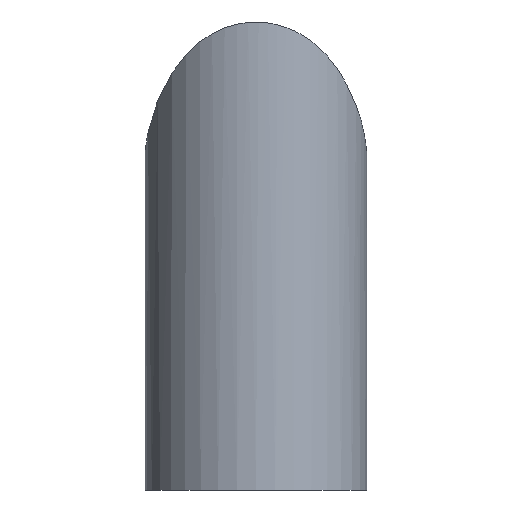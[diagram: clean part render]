
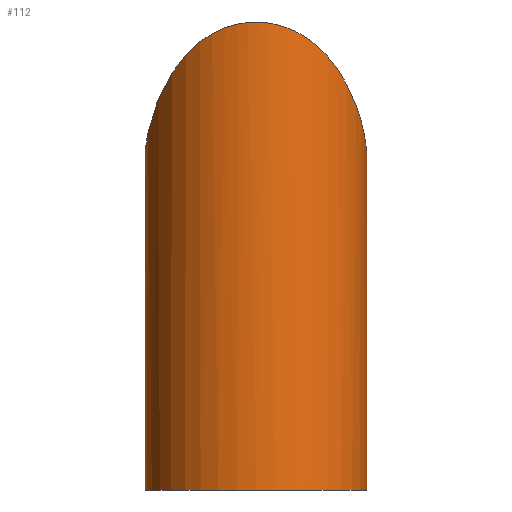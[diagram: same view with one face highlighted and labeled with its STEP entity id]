
A CAD part, front view. The second image highlights one B-rep face of the part: STEP entity #112.
In plain terms, the highlighted cylindrical face has radius 2.95 mm (diameter 5.9 mm), a full revolution.
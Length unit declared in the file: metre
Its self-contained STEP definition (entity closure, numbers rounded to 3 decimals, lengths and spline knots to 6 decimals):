
#13=CYLINDRICAL_SURFACE('',#132,0.00295);
#15=CIRCLE('',#129,0.00295);
#17=CIRCLE('',#133,0.00295);
#45=ORIENTED_EDGE('',*,*,#56,.F.);
#46=ORIENTED_EDGE('',*,*,#61,.T.);
#47=ORIENTED_EDGE('',*,*,#63,.T.);
#48=ORIENTED_EDGE('',*,*,#55,.T.);
#49=ORIENTED_EDGE('',*,*,#65,.F.);
#55=EDGE_CURVE('',#66,#69,#78,.T.);
#56=EDGE_CURVE('',#70,#69,#79,.T.);
#61=EDGE_CURVE('',#70,#73,#83,.T.);
#63=EDGE_CURVE('',#73,#66,#15,.F.);
#65=EDGE_CURVE('',#75,#75,#17,.T.);
#66=VERTEX_POINT('',#168);
#69=VERTEX_POINT('',#178);
#70=VERTEX_POINT('',#228);
#73=VERTEX_POINT('',#259);
#75=VERTEX_POINT('',#274);
#78=B_SPLINE_CURVE_WITH_KNOTS('',3,(#179,#180,#181,#182,#183,#184),
 .UNSPECIFIED.,.F.,.F.,(4,1,1,4),(0.,0.000335,0.00067,
0.00134),.UNSPECIFIED.);
#79=B_SPLINE_CURVE_WITH_KNOTS('',3,(#217,#218,#219,#220,#221,#222,#223,
#224,#225,#226,#227),.UNSPECIFIED.,.F.,.F.,(4,1,1,1,1,1,1,1,4),(0.,
0.001256,0.002513,0.003769,0.005026,
0.006282,0.007539,0.008795,0.010052),
 .UNSPECIFIED.);
#83=B_SPLINE_CURVE_WITH_KNOTS('',3,(#260,#261,#262,#263,#264,#265),
 .UNSPECIFIED.,.F.,.F.,(4,1,1,4),(0.,0.000668,0.001001,
0.001335),.UNSPECIFIED.);
#90=EDGE_LOOP('',(#45,#46,#47,#48));
#91=EDGE_LOOP('',(#49));
#100=FACE_BOUND('',#90,.T.);
#101=FACE_BOUND('',#91,.T.);
#112=ADVANCED_FACE('',(#100,#101),#13,.T.);
#129=AXIS2_PLACEMENT_3D('',#268,#143,#144);
#132=AXIS2_PLACEMENT_3D('',#272,#149,#150);
#133=AXIS2_PLACEMENT_3D('',#273,#151,#152);
#143=DIRECTION('',(0.,0.,1.));
#144=DIRECTION('',(1.,0.,0.));
#149=DIRECTION('',(0.,0.,-1.));
#150=DIRECTION('',(-1.,0.,0.));
#151=DIRECTION('',(0.,0.,-1.));
#152=DIRECTION('',(-1.,0.,0.));
#168=CARTESIAN_POINT('',(0.002928,0.083862,0.010315));
#178=CARTESIAN_POINT('',(0.002873,0.082829,0.011115));
#179=CARTESIAN_POINT('',(0.002928,0.083861,0.010315));
#180=CARTESIAN_POINT('',(0.002942,0.083748,0.010315));
#181=CARTESIAN_POINT('',(0.002954,0.083545,0.010425));
#182=CARTESIAN_POINT('',(0.002943,0.0832,0.010706));
#183=CARTESIAN_POINT('',(0.002907,0.082975,0.01095));
#184=CARTESIAN_POINT('',(0.002873,0.082829,0.011115));
#217=CARTESIAN_POINT('',(-0.002873,0.082829,0.011115));
#218=CARTESIAN_POINT('',(-0.002808,0.082551,0.01143));
#219=CARTESIAN_POINT('',(-0.002611,0.082047,0.01207));
#220=CARTESIAN_POINT('',(-0.002087,0.08135,0.013));
#221=CARTESIAN_POINT('',(-0.001264,0.080752,0.013796));
#222=CARTESIAN_POINT('',(-0.000008,0.08045,0.014182));
#223=CARTESIAN_POINT('',(0.001255,0.080747,0.013803));
#224=CARTESIAN_POINT('',(0.002081,0.081344,0.013008));
#225=CARTESIAN_POINT('',(0.002609,0.082042,0.012076));
#226=CARTESIAN_POINT('',(0.002808,0.082551,0.011431));
#227=CARTESIAN_POINT('',(0.002873,0.082829,0.011115));
#228=CARTESIAN_POINT('',(-0.002873,0.082829,0.011115));
#259=CARTESIAN_POINT('',(-0.002928,0.083862,0.010315));
#260=CARTESIAN_POINT('',(-0.002873,0.082829,0.011115));
#261=CARTESIAN_POINT('',(-0.002907,0.082975,0.01095));
#262=CARTESIAN_POINT('',(-0.002943,0.083203,0.010704));
#263=CARTESIAN_POINT('',(-0.002954,0.083543,0.010426));
#264=CARTESIAN_POINT('',(-0.002942,0.083749,0.010315));
#265=CARTESIAN_POINT('',(-0.002928,0.083861,0.010315));
#268=CARTESIAN_POINT('',(0.,0.0835,0.010315));
#272=CARTESIAN_POINT('',(0.,0.0835,0.017452));
#273=CARTESIAN_POINT('',(0.,0.0835,0.0016));
#274=CARTESIAN_POINT('',(-0.00295,0.0835,0.0016));
